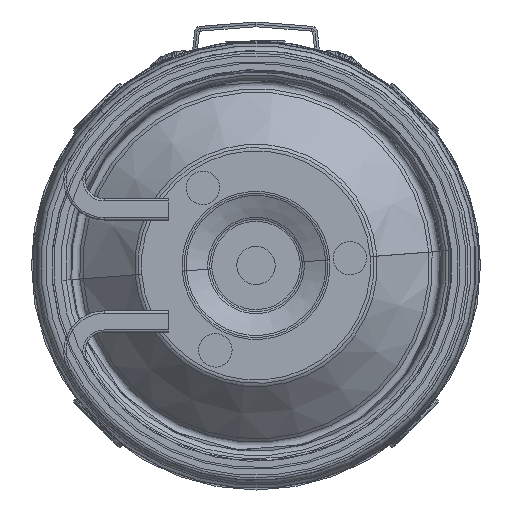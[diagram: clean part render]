
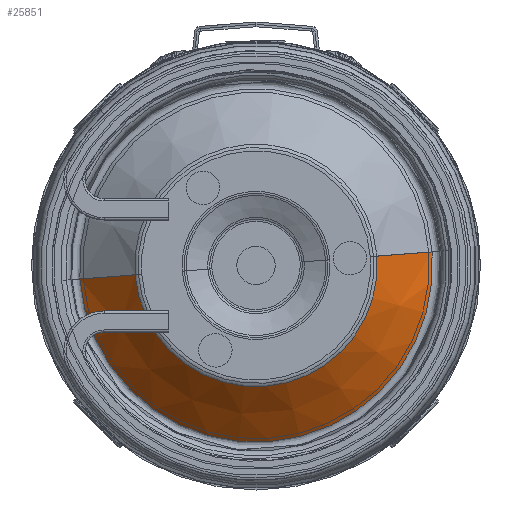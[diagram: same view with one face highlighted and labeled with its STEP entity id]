
A CAD part, front view. The second image highlights one B-rep face of the part: STEP entity #25851.
In plain terms, the highlighted conical face has half-angle 46.546 degrees and reference radius 25.375 mm.
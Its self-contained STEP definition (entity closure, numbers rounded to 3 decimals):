
#508 = DIRECTION ( 'NONE',  ( 0., 1., 0. ) ) ;
#952 = CARTESIAN_POINT ( 'NONE',  ( 0., 0.548, -25.376 ) ) ;
#1226 = DIRECTION ( 'NONE',  ( 0., 1., 0. ) ) ;
#3790 = VERTEX_POINT ( 'NONE', #6233 ) ;
#6233 = CARTESIAN_POINT ( 'NONE',  ( 0., 11.526, -36.962 ) ) ;
#6336 = ORIENTED_EDGE ( 'NONE', *, *, #21671, .T. ) ;
#7614 = DIRECTION ( 'NONE',  ( 0., 0., 1. ) ) ;
#7912 = CIRCLE ( 'NONE', #37377, 36.962 ) ;
#8113 = ORIENTED_EDGE ( 'NONE', *, *, #36298, .T. ) ;
#8366 = VERTEX_POINT ( 'NONE', #26470 ) ;
#8518 = LINE ( 'NONE', #32799, #31481 ) ;
#8716 = LINE ( 'NONE', #12332, #18033 ) ;
#11438 = EDGE_CURVE ( 'NONE', #3790, #8366, #7912, .T. ) ;
#12332 = CARTESIAN_POINT ( 'NONE',  ( 0., 0.548, 25.376 ) ) ;
#12956 = FACE_OUTER_BOUND ( 'NONE', #34118, .T. ) ;
#14527 = CARTESIAN_POINT ( 'NONE',  ( 0., 0.548, 25.376 ) ) ;
#15217 = CONICAL_SURFACE ( 'NONE', #37598, 25.376, 0.812 ) ;
#18033 = VECTOR ( 'NONE', #27762, 1000. ) ;
#18196 = VERTEX_POINT ( 'NONE', #14527 ) ;
#19945 = DIRECTION ( 'NONE',  ( 0., 1., 0. ) ) ;
#20334 = CIRCLE ( 'NONE', #20975, 25.376 ) ;
#20545 = DIRECTION ( 'NONE',  ( 0., 0., 1. ) ) ;
#20975 = AXIS2_PLACEMENT_3D ( 'NONE', #38774, #19945, #20545 ) ;
#21188 = ORIENTED_EDGE ( 'NONE', *, *, #37668, .F. ) ;
#21671 = EDGE_CURVE ( 'NONE', #24301, #18196, #20334, .T. ) ;
#24301 = VERTEX_POINT ( 'NONE', #952 ) ;
#25160 = CARTESIAN_POINT ( 'NONE',  ( 0., 0.548, 0. ) ) ;
#25851 = ADVANCED_FACE ( 'NONE', ( #12956 ), #15217, .T. ) ;
#26470 = CARTESIAN_POINT ( 'NONE',  ( 0., 11.526, 36.962 ) ) ;
#27762 = DIRECTION ( 'NONE',  ( 0., 0.688, 0.726 ) ) ;
#29986 = DIRECTION ( 'NONE',  ( 0., 0.688, -0.726 ) ) ;
#31481 = VECTOR ( 'NONE', #29986, 1000. ) ;
#31903 = CARTESIAN_POINT ( 'NONE',  ( 0., 11.526, 0. ) ) ;
#32799 = CARTESIAN_POINT ( 'NONE',  ( 0., 0.548, -25.376 ) ) ;
#33813 = DIRECTION ( 'NONE',  ( 0., 0., 1. ) ) ;
#34023 = ORIENTED_EDGE ( 'NONE', *, *, #11438, .F. ) ;
#34118 = EDGE_LOOP ( 'NONE', ( #21188, #6336, #8113, #34023 ) ) ;
#36298 = EDGE_CURVE ( 'NONE', #18196, #8366, #8716, .T. ) ;
#37377 = AXIS2_PLACEMENT_3D ( 'NONE', #31903, #1226, #7614 ) ;
#37598 = AXIS2_PLACEMENT_3D ( 'NONE', #25160, #508, #33813 ) ;
#37668 = EDGE_CURVE ( 'NONE', #24301, #3790, #8518, .T. ) ;
#38774 = CARTESIAN_POINT ( 'NONE',  ( 0., 0.548, 0. ) ) ;
